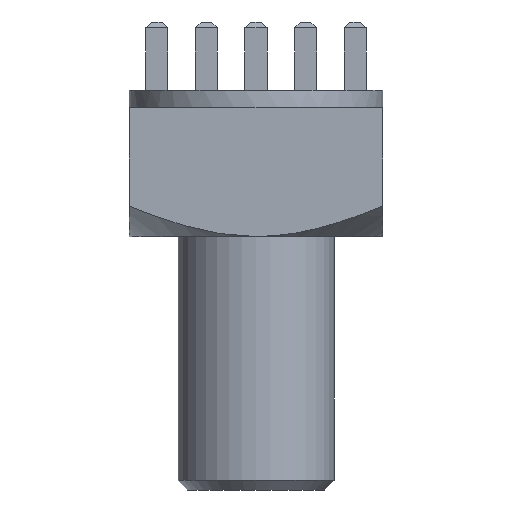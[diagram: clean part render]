
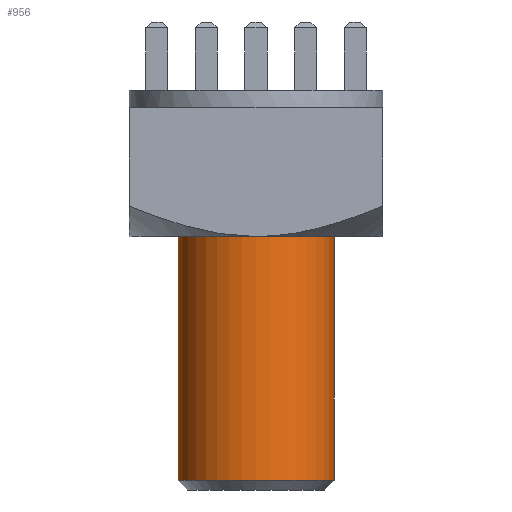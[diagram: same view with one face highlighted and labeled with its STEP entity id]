
A CAD part, front view. The second image highlights one B-rep face of the part: STEP entity #956.
In plain terms, the highlighted cylindrical face has radius 4 mm (diameter 8 mm), a partial arc.
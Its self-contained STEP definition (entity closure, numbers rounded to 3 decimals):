
#61 = EDGE_CURVE ( 'NONE', #5376, #4872, #2417, .T. ) ;
#291 = DIRECTION ( 'NONE',  ( -1., 0., 0. ) ) ;
#319 = ORIENTED_EDGE ( 'NONE', *, *, #4640, .T. ) ;
#451 = VECTOR ( 'NONE', #5928, 1000. ) ;
#548 = EDGE_CURVE ( 'NONE', #2995, #4263, #1388, .T. ) ;
#559 = DIRECTION ( 'NONE',  ( 0., 0., -1. ) ) ;
#847 = CARTESIAN_POINT ( 'NONE',  ( 4., 0., -13. ) ) ;
#956 = ADVANCED_FACE ( 'NONE', ( #3417 ), #5778, .T. ) ;
#1034 = VECTOR ( 'NONE', #5785, 1000. ) ;
#1098 = DIRECTION ( 'NONE',  ( 1., 0., 0. ) ) ;
#1106 = CARTESIAN_POINT ( 'NONE',  ( -4., 0., -12.5 ) ) ;
#1388 = LINE ( 'NONE', #5333, #1034 ) ;
#1413 = AXIS2_PLACEMENT_3D ( 'NONE', #4707, #559, #1953 ) ;
#1421 = CIRCLE ( 'NONE', #5467, 4. ) ;
#1484 = ORIENTED_EDGE ( 'NONE', *, *, #61, .T. ) ;
#1634 = AXIS2_PLACEMENT_3D ( 'NONE', #3764, #4681, #1098 ) ;
#1953 = DIRECTION ( 'NONE',  ( -1., 0., 0. ) ) ;
#2417 = LINE ( 'NONE', #847, #451 ) ;
#2432 = CARTESIAN_POINT ( 'NONE',  ( 4., 0., 0. ) ) ;
#2479 = ORIENTED_EDGE ( 'NONE', *, *, #548, .F. ) ;
#2552 = DIRECTION ( 'NONE',  ( 0., 0., 1. ) ) ;
#2613 = CARTESIAN_POINT ( 'NONE',  ( 0., 0., -12.5 ) ) ;
#2751 = EDGE_CURVE ( 'NONE', #4872, #4263, #4946, .T. ) ;
#2769 = CARTESIAN_POINT ( 'NONE',  ( -4., 0., 0. ) ) ;
#2995 = VERTEX_POINT ( 'NONE', #1106 ) ;
#3417 = FACE_OUTER_BOUND ( 'NONE', #4400, .T. ) ;
#3764 = CARTESIAN_POINT ( 'NONE',  ( 0., 0., -13. ) ) ;
#4263 = VERTEX_POINT ( 'NONE', #2769 ) ;
#4363 = ORIENTED_EDGE ( 'NONE', *, *, #2751, .T. ) ;
#4400 = EDGE_LOOP ( 'NONE', ( #2479, #319, #1484, #4363 ) ) ;
#4640 = EDGE_CURVE ( 'NONE', #2995, #5376, #1421, .T. ) ;
#4681 = DIRECTION ( 'NONE',  ( 0., 0., 1. ) ) ;
#4707 = CARTESIAN_POINT ( 'NONE',  ( 0., 0., 0. ) ) ;
#4872 = VERTEX_POINT ( 'NONE', #2432 ) ;
#4946 = CIRCLE ( 'NONE', #1413, 4. ) ;
#4993 = CARTESIAN_POINT ( 'NONE',  ( 4., 0., -12.5 ) ) ;
#5333 = CARTESIAN_POINT ( 'NONE',  ( -4., 0., -13. ) ) ;
#5376 = VERTEX_POINT ( 'NONE', #4993 ) ;
#5467 = AXIS2_PLACEMENT_3D ( 'NONE', #2613, #2552, #291 ) ;
#5778 = CYLINDRICAL_SURFACE ( 'NONE', #1634, 4. ) ;
#5785 = DIRECTION ( 'NONE',  ( 0., 0., 1. ) ) ;
#5928 = DIRECTION ( 'NONE',  ( 0., 0., 1. ) ) ;
